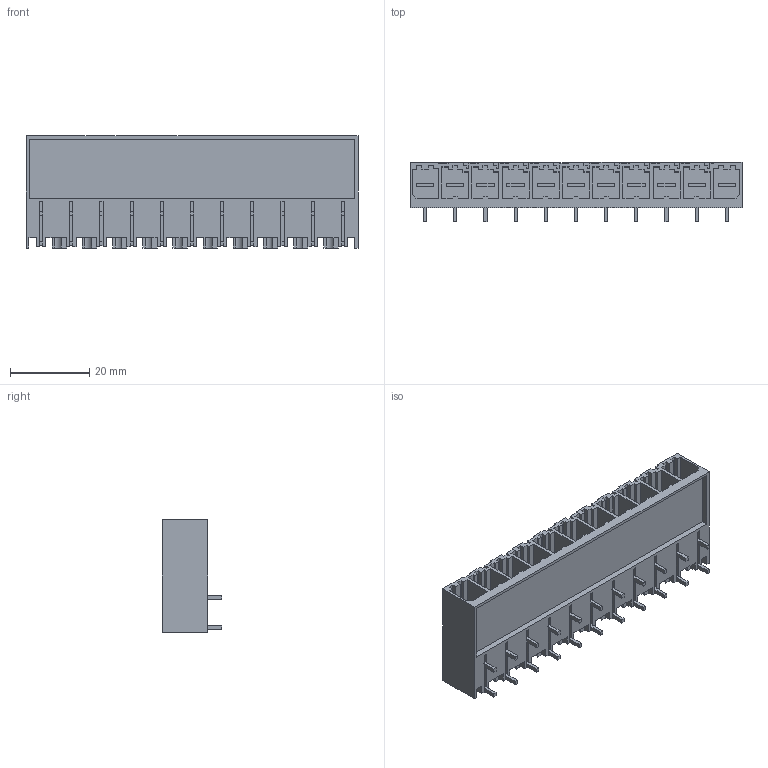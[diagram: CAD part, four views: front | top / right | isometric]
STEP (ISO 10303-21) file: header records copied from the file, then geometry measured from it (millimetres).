
FILE_DESCRIPTION(('CATIA V5 STEP Exchange','CAx-IF Rec.Pracs.--- Model Styling and Organization---1.2---2011-12-15'),'2;1');
FILE_NAME ('D1459374_0_1930360000_1930360000.stp','2016-11-14T10:52:21+00:00',('none'),('Weidmueller'),'CATIA Version 5-6 Release 2014','CATIA V5 STEP AP214','none');
FILE_SCHEMA(('AUTOMOTIVE_DESIGN { 1 0 10303 214 1 1 1 1 }'));
Length unit declared in the file: millimetre
Products named in the file (1): 1930360000_S
Bounding box: 83.82 x 14.9 x 28.3 mm (x, y, z)
Volume: 13300.8 mm3; surface area: 20727.4 mm2
Topology: 12 solids, 12 shells, 940 faces, 2815 edges, 1900 vertices
Faces by surface type: plane 880, cylinder 60
Entity records: 28697 total; most frequent: ORIENTED_EDGE 5630, CARTESIAN_POINT 5172, DIRECTION 3715, EDGE_CURVE 2815, VECTOR 2651, LINE 2651, VERTEX_POINT 1900, EDGE_LOOP 963
